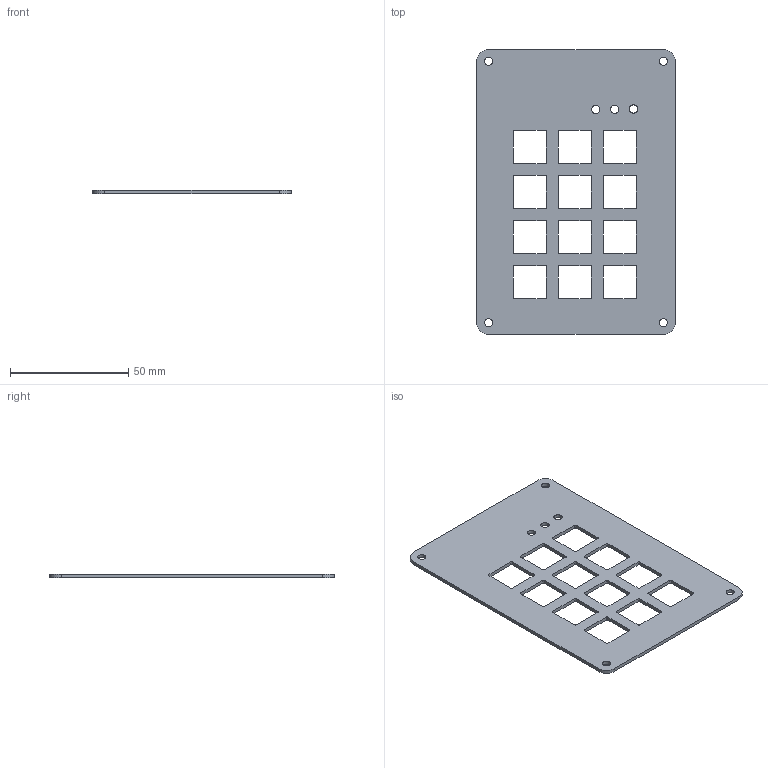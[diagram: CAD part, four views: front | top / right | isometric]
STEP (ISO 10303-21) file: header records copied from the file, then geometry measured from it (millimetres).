
FILE_DESCRIPTION(/* description */ (''),/* implementation_level */ '2;1');
FILE_NAME(/* name */ 'Macropad Top.step',/* time_stamp */ '2026-01-12T20:45:38+05:30',/* author */ (''),/* organization */ (''),/* preprocessor_version */ 'ST-DEVELOPER v20.1',/* originating_system */ 'Autodesk Translation Framework v14.21.0.0',/* authorisation */ '');
FILE_SCHEMA (('AUTOMOTIVE_DESIGN { 1 0 10303 214 3 1 1 }'));
Length unit declared in the file: millimetre
Products named in the file (1): 2026-01-12-19-00-30-653
Bounding box: 84 x 120.5 x 1.5 mm (x, y, z)
Volume: 11528.9 mm3; surface area: 17078.6 mm2
Topology: 1 solids, 1 shells, 113 faces, 333 edges, 222 vertices
Faces by surface type: cylinder 59, plane 54
Full cylindrical faces by diameter (mm): 3.4 x4, 3.5 x3
Entity records: 3914 total; most frequent: DIRECTION 679, CARTESIAN_POINT 669, ORIENTED_EDGE 666, EDGE_CURVE 333, AXIS2_PLACEMENT_3D 232, VERTEX_POINT 222, LINE 215, VECTOR 215
